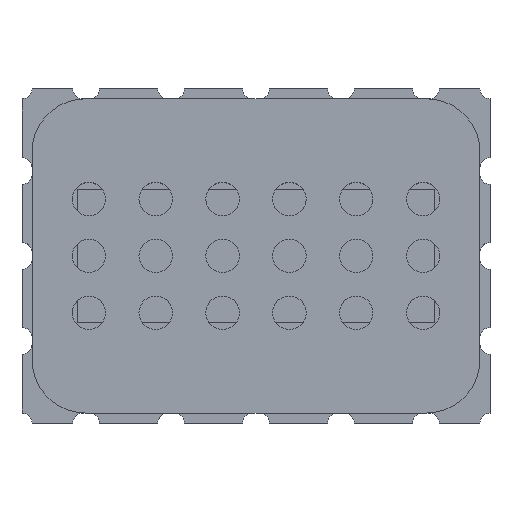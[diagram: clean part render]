
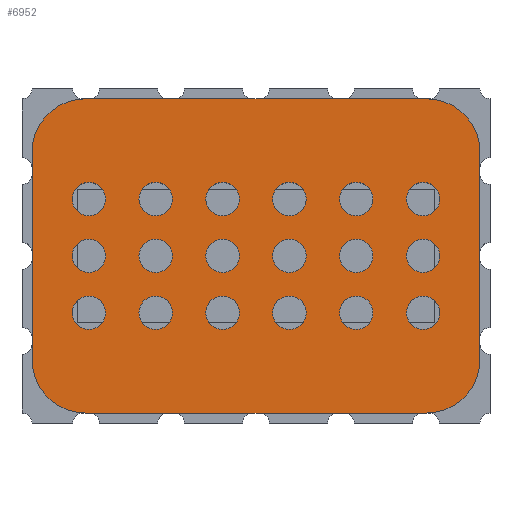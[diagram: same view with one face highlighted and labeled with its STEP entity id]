
A CAD part, top view. The second image highlights one B-rep face of the part: STEP entity #6952.
In plain terms, the highlighted planar face has unit normal (0, 0, 1).
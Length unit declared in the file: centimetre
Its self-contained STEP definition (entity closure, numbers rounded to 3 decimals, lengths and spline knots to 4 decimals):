
#86=FACE_BOUND('',#1187,.T.);
#87=FACE_BOUND('',#1188,.T.);
#88=FACE_BOUND('',#1189,.T.);
#89=FACE_BOUND('',#1190,.T.);
#90=FACE_BOUND('',#1191,.T.);
#91=FACE_BOUND('',#1192,.T.);
#92=FACE_BOUND('',#1193,.T.);
#93=FACE_BOUND('',#1194,.T.);
#94=FACE_BOUND('',#1195,.T.);
#95=FACE_BOUND('',#1196,.T.);
#96=FACE_BOUND('',#1197,.T.);
#97=FACE_BOUND('',#1198,.T.);
#98=FACE_BOUND('',#1199,.T.);
#99=FACE_BOUND('',#1200,.T.);
#100=FACE_BOUND('',#1201,.T.);
#101=FACE_BOUND('',#1202,.T.);
#102=FACE_BOUND('',#1203,.T.);
#103=FACE_BOUND('',#1204,.T.);
#376=CIRCLE('',#7462,0.025);
#378=CIRCLE('',#7465,0.025);
#380=CIRCLE('',#7468,0.025);
#382=CIRCLE('',#7471,0.025);
#384=CIRCLE('',#7474,0.025);
#386=CIRCLE('',#7477,0.025);
#388=CIRCLE('',#7480,0.025);
#390=CIRCLE('',#7483,0.025);
#392=CIRCLE('',#7486,0.025);
#394=CIRCLE('',#7489,0.025);
#396=CIRCLE('',#7492,0.025);
#398=CIRCLE('',#7495,0.025);
#400=CIRCLE('',#7498,0.025);
#402=CIRCLE('',#7501,0.025);
#404=CIRCLE('',#7504,0.025);
#406=CIRCLE('',#7507,0.025);
#408=CIRCLE('',#7510,0.025);
#410=CIRCLE('',#7513,0.025);
#413=CIRCLE('',#7517,0.08);
#415=CIRCLE('',#7521,0.08);
#417=CIRCLE('',#7525,0.08);
#419=CIRCLE('',#7529,0.08);
#788=FACE_OUTER_BOUND('',#1186,.T.);
#1186=EDGE_LOOP('',(#6220,#6221,#6222,#6223,#6224,#6225,#6226,#6227));
#1187=EDGE_LOOP('',(#6228));
#1188=EDGE_LOOP('',(#6229));
#1189=EDGE_LOOP('',(#6230));
#1190=EDGE_LOOP('',(#6231));
#1191=EDGE_LOOP('',(#6232));
#1192=EDGE_LOOP('',(#6233));
#1193=EDGE_LOOP('',(#6234));
#1194=EDGE_LOOP('',(#6235));
#1195=EDGE_LOOP('',(#6236));
#1196=EDGE_LOOP('',(#6237));
#1197=EDGE_LOOP('',(#6238));
#1198=EDGE_LOOP('',(#6239));
#1199=EDGE_LOOP('',(#6240));
#1200=EDGE_LOOP('',(#6241));
#1201=EDGE_LOOP('',(#6242));
#1202=EDGE_LOOP('',(#6243));
#1203=EDGE_LOOP('',(#6244));
#1204=EDGE_LOOP('',(#6245));
#1983=LINE('',#11363,#2761);
#1987=LINE('',#11375,#2765);
#1991=LINE('',#11387,#2769);
#1995=LINE('',#11397,#2773);
#2761=VECTOR('',#9368,1.);
#2765=VECTOR('',#9380,1.);
#2769=VECTOR('',#9392,1.);
#2773=VECTOR('',#9404,1.);
#3374=VERTEX_POINT('',#11261);
#3376=VERTEX_POINT('',#11266);
#3378=VERTEX_POINT('',#11271);
#3380=VERTEX_POINT('',#11276);
#3382=VERTEX_POINT('',#11281);
#3384=VERTEX_POINT('',#11286);
#3386=VERTEX_POINT('',#11291);
#3388=VERTEX_POINT('',#11296);
#3390=VERTEX_POINT('',#11301);
#3392=VERTEX_POINT('',#11306);
#3394=VERTEX_POINT('',#11311);
#3396=VERTEX_POINT('',#11316);
#3398=VERTEX_POINT('',#11321);
#3400=VERTEX_POINT('',#11326);
#3402=VERTEX_POINT('',#11331);
#3404=VERTEX_POINT('',#11336);
#3406=VERTEX_POINT('',#11341);
#3408=VERTEX_POINT('',#11346);
#3412=VERTEX_POINT('',#11354);
#3413=VERTEX_POINT('',#11356);
#3415=VERTEX_POINT('',#11362);
#3417=VERTEX_POINT('',#11368);
#3419=VERTEX_POINT('',#11374);
#3421=VERTEX_POINT('',#11380);
#3423=VERTEX_POINT('',#11386);
#3425=VERTEX_POINT('',#11392);
#4316=EDGE_CURVE('',#3374,#3374,#376,.T.);
#4318=EDGE_CURVE('',#3376,#3376,#378,.T.);
#4320=EDGE_CURVE('',#3378,#3378,#380,.T.);
#4322=EDGE_CURVE('',#3380,#3380,#382,.T.);
#4324=EDGE_CURVE('',#3382,#3382,#384,.T.);
#4326=EDGE_CURVE('',#3384,#3384,#386,.T.);
#4328=EDGE_CURVE('',#3386,#3386,#388,.T.);
#4330=EDGE_CURVE('',#3388,#3388,#390,.T.);
#4332=EDGE_CURVE('',#3390,#3390,#392,.T.);
#4334=EDGE_CURVE('',#3392,#3392,#394,.T.);
#4336=EDGE_CURVE('',#3394,#3394,#396,.T.);
#4338=EDGE_CURVE('',#3396,#3396,#398,.T.);
#4340=EDGE_CURVE('',#3398,#3398,#400,.T.);
#4342=EDGE_CURVE('',#3400,#3400,#402,.T.);
#4344=EDGE_CURVE('',#3402,#3402,#404,.T.);
#4346=EDGE_CURVE('',#3404,#3404,#406,.T.);
#4348=EDGE_CURVE('',#3406,#3406,#408,.T.);
#4350=EDGE_CURVE('',#3408,#3408,#410,.T.);
#4354=EDGE_CURVE('',#3413,#3412,#413,.T.);
#4357=EDGE_CURVE('',#3415,#3413,#1983,.T.);
#4360=EDGE_CURVE('',#3417,#3415,#415,.T.);
#4363=EDGE_CURVE('',#3419,#3417,#1987,.T.);
#4366=EDGE_CURVE('',#3421,#3419,#417,.T.);
#4369=EDGE_CURVE('',#3423,#3421,#1991,.T.);
#4372=EDGE_CURVE('',#3425,#3423,#419,.T.);
#4375=EDGE_CURVE('',#3412,#3425,#1995,.T.);
#6220=ORIENTED_EDGE('',*,*,#4375,.T.);
#6221=ORIENTED_EDGE('',*,*,#4372,.T.);
#6222=ORIENTED_EDGE('',*,*,#4369,.T.);
#6223=ORIENTED_EDGE('',*,*,#4366,.T.);
#6224=ORIENTED_EDGE('',*,*,#4363,.T.);
#6225=ORIENTED_EDGE('',*,*,#4360,.T.);
#6226=ORIENTED_EDGE('',*,*,#4357,.T.);
#6227=ORIENTED_EDGE('',*,*,#4354,.T.);
#6228=ORIENTED_EDGE('',*,*,#4350,.T.);
#6229=ORIENTED_EDGE('',*,*,#4348,.T.);
#6230=ORIENTED_EDGE('',*,*,#4346,.T.);
#6231=ORIENTED_EDGE('',*,*,#4344,.T.);
#6232=ORIENTED_EDGE('',*,*,#4342,.T.);
#6233=ORIENTED_EDGE('',*,*,#4340,.T.);
#6234=ORIENTED_EDGE('',*,*,#4338,.T.);
#6235=ORIENTED_EDGE('',*,*,#4336,.T.);
#6236=ORIENTED_EDGE('',*,*,#4334,.T.);
#6237=ORIENTED_EDGE('',*,*,#4332,.T.);
#6238=ORIENTED_EDGE('',*,*,#4330,.T.);
#6239=ORIENTED_EDGE('',*,*,#4328,.T.);
#6240=ORIENTED_EDGE('',*,*,#4326,.T.);
#6241=ORIENTED_EDGE('',*,*,#4324,.T.);
#6242=ORIENTED_EDGE('',*,*,#4322,.T.);
#6243=ORIENTED_EDGE('',*,*,#4320,.T.);
#6244=ORIENTED_EDGE('',*,*,#4318,.T.);
#6245=ORIENTED_EDGE('',*,*,#4316,.T.);
#6576=PLANE('',#7531);
#6952=ADVANCED_FACE('',(#788,#86,#87,#88,#89,#90,#91,#92,#93,#94,#95,#96,
#97,#98,#99,#100,#101,#102,#103),#6576,.T.);
#7462=AXIS2_PLACEMENT_3D('',#11262,#9251,#9252);
#7465=AXIS2_PLACEMENT_3D('',#11267,#9257,#9258);
#7468=AXIS2_PLACEMENT_3D('',#11272,#9263,#9264);
#7471=AXIS2_PLACEMENT_3D('',#11277,#9269,#9270);
#7474=AXIS2_PLACEMENT_3D('',#11282,#9275,#9276);
#7477=AXIS2_PLACEMENT_3D('',#11287,#9281,#9282);
#7480=AXIS2_PLACEMENT_3D('',#11292,#9287,#9288);
#7483=AXIS2_PLACEMENT_3D('',#11297,#9293,#9294);
#7486=AXIS2_PLACEMENT_3D('',#11302,#9299,#9300);
#7489=AXIS2_PLACEMENT_3D('',#11307,#9305,#9306);
#7492=AXIS2_PLACEMENT_3D('',#11312,#9311,#9312);
#7495=AXIS2_PLACEMENT_3D('',#11317,#9317,#9318);
#7498=AXIS2_PLACEMENT_3D('',#11322,#9323,#9324);
#7501=AXIS2_PLACEMENT_3D('',#11327,#9329,#9330);
#7504=AXIS2_PLACEMENT_3D('',#11332,#9335,#9336);
#7507=AXIS2_PLACEMENT_3D('',#11337,#9341,#9342);
#7510=AXIS2_PLACEMENT_3D('',#11342,#9347,#9348);
#7513=AXIS2_PLACEMENT_3D('',#11347,#9353,#9354);
#7517=AXIS2_PLACEMENT_3D('',#11357,#9362,#9363);
#7521=AXIS2_PLACEMENT_3D('',#11369,#9374,#9375);
#7525=AXIS2_PLACEMENT_3D('',#11381,#9386,#9387);
#7529=AXIS2_PLACEMENT_3D('',#11393,#9398,#9399);
#7531=AXIS2_PLACEMENT_3D('',#11398,#9405,#9406);
#9251=DIRECTION('center_axis',(0.,0.,-1.));
#9252=DIRECTION('ref_axis',(-1.,0.,0.));
#9257=DIRECTION('center_axis',(0.,0.,-1.));
#9258=DIRECTION('ref_axis',(-1.,0.,0.));
#9263=DIRECTION('center_axis',(0.,0.,-1.));
#9264=DIRECTION('ref_axis',(-1.,0.,0.));
#9269=DIRECTION('center_axis',(0.,0.,-1.));
#9270=DIRECTION('ref_axis',(-1.,0.,0.));
#9275=DIRECTION('center_axis',(0.,0.,-1.));
#9276=DIRECTION('ref_axis',(-1.,0.,0.));
#9281=DIRECTION('center_axis',(0.,0.,-1.));
#9282=DIRECTION('ref_axis',(-1.,0.,0.));
#9287=DIRECTION('center_axis',(0.,0.,-1.));
#9288=DIRECTION('ref_axis',(-1.,0.,0.));
#9293=DIRECTION('center_axis',(0.,0.,-1.));
#9294=DIRECTION('ref_axis',(-1.,0.,0.));
#9299=DIRECTION('center_axis',(0.,0.,-1.));
#9300=DIRECTION('ref_axis',(-1.,0.,0.));
#9305=DIRECTION('center_axis',(0.,0.,-1.));
#9306=DIRECTION('ref_axis',(-1.,0.,0.));
#9311=DIRECTION('center_axis',(0.,0.,-1.));
#9312=DIRECTION('ref_axis',(-1.,0.,0.));
#9317=DIRECTION('center_axis',(0.,0.,-1.));
#9318=DIRECTION('ref_axis',(-1.,0.,0.));
#9323=DIRECTION('center_axis',(0.,0.,-1.));
#9324=DIRECTION('ref_axis',(-1.,0.,0.));
#9329=DIRECTION('center_axis',(0.,0.,-1.));
#9330=DIRECTION('ref_axis',(-1.,0.,0.));
#9335=DIRECTION('center_axis',(0.,0.,-1.));
#9336=DIRECTION('ref_axis',(-1.,0.,0.));
#9341=DIRECTION('center_axis',(0.,0.,-1.));
#9342=DIRECTION('ref_axis',(-1.,0.,0.));
#9347=DIRECTION('center_axis',(0.,0.,-1.));
#9348=DIRECTION('ref_axis',(-1.,0.,0.));
#9353=DIRECTION('center_axis',(0.,0.,-1.));
#9354=DIRECTION('ref_axis',(-1.,0.,0.));
#9362=DIRECTION('center_axis',(0.,0.,1.));
#9363=DIRECTION('ref_axis',(-1.,0.,0.));
#9368=DIRECTION('',(0.,-1.,0.));
#9374=DIRECTION('center_axis',(0.,0.,1.));
#9375=DIRECTION('ref_axis',(0.,1.,0.));
#9380=DIRECTION('',(-1.,0.,0.));
#9386=DIRECTION('center_axis',(0.,0.,1.));
#9387=DIRECTION('ref_axis',(1.,0.,0.));
#9392=DIRECTION('',(0.,1.,0.));
#9398=DIRECTION('center_axis',(0.,0.,1.));
#9399=DIRECTION('ref_axis',(0.,-1.,0.));
#9404=DIRECTION('',(1.,0.,0.));
#9405=DIRECTION('center_axis',(0.,0.,1.));
#9406=DIRECTION('ref_axis',(-1.,0.,0.));
#11261=CARTESIAN_POINT('',(-0.225,-0.085,0.13));
#11262=CARTESIAN_POINT('Origin',(-0.25,-0.085,0.13));
#11266=CARTESIAN_POINT('',(0.275,-0.085,0.13));
#11267=CARTESIAN_POINT('Origin',(0.25,-0.085,0.13));
#11271=CARTESIAN_POINT('',(0.175,-0.085,0.13));
#11272=CARTESIAN_POINT('Origin',(0.15,-0.085,0.13));
#11276=CARTESIAN_POINT('',(0.075,-0.085,0.13));
#11277=CARTESIAN_POINT('Origin',(0.05,-0.085,0.13));
#11281=CARTESIAN_POINT('',(-0.025,-0.085,0.13));
#11282=CARTESIAN_POINT('Origin',(-0.05,-0.085,0.13));
#11286=CARTESIAN_POINT('',(-0.125,-0.085,0.13));
#11287=CARTESIAN_POINT('Origin',(-0.15,-0.085,0.13));
#11291=CARTESIAN_POINT('',(0.275,0.,0.13));
#11292=CARTESIAN_POINT('Origin',(0.25,0.,0.13));
#11296=CARTESIAN_POINT('',(0.175,0.,0.13));
#11297=CARTESIAN_POINT('Origin',(0.15,0.,0.13));
#11301=CARTESIAN_POINT('',(-0.225,0.,0.13));
#11302=CARTESIAN_POINT('Origin',(-0.25,0.,0.13));
#11306=CARTESIAN_POINT('',(-0.225,0.085,0.13));
#11307=CARTESIAN_POINT('Origin',(-0.25,0.085,0.13));
#11311=CARTESIAN_POINT('',(-0.125,0.085,0.13));
#11312=CARTESIAN_POINT('Origin',(-0.15,0.085,0.13));
#11316=CARTESIAN_POINT('',(-0.025,0.085,0.13));
#11317=CARTESIAN_POINT('Origin',(-0.05,0.085,0.13));
#11321=CARTESIAN_POINT('',(0.075,0.085,0.13));
#11322=CARTESIAN_POINT('Origin',(0.05,0.085,0.13));
#11326=CARTESIAN_POINT('',(0.175,0.085,0.13));
#11327=CARTESIAN_POINT('Origin',(0.15,0.085,0.13));
#11331=CARTESIAN_POINT('',(0.275,0.085,0.13));
#11332=CARTESIAN_POINT('Origin',(0.25,0.085,0.13));
#11336=CARTESIAN_POINT('',(-0.125,0.,0.13));
#11337=CARTESIAN_POINT('Origin',(-0.15,0.,0.13));
#11341=CARTESIAN_POINT('',(-0.025,0.,0.13));
#11342=CARTESIAN_POINT('Origin',(-0.05,0.,0.13));
#11346=CARTESIAN_POINT('',(0.075,0.,0.13));
#11347=CARTESIAN_POINT('Origin',(0.05,0.,0.13));
#11354=CARTESIAN_POINT('',(-0.255,-0.235,0.13));
#11356=CARTESIAN_POINT('',(-0.335,-0.155,0.13));
#11357=CARTESIAN_POINT('Origin',(-0.255,-0.155,0.13));
#11362=CARTESIAN_POINT('',(-0.335,0.155,0.13));
#11363=CARTESIAN_POINT('',(-0.335,-0.155,0.13));
#11368=CARTESIAN_POINT('',(-0.255,0.235,0.13));
#11369=CARTESIAN_POINT('Origin',(-0.255,0.155,0.13));
#11374=CARTESIAN_POINT('',(0.255,0.235,0.13));
#11375=CARTESIAN_POINT('',(-0.255,0.235,0.13));
#11380=CARTESIAN_POINT('',(0.335,0.155,0.13));
#11381=CARTESIAN_POINT('Origin',(0.255,0.155,0.13));
#11386=CARTESIAN_POINT('',(0.335,-0.155,0.13));
#11387=CARTESIAN_POINT('',(0.335,0.155,0.13));
#11392=CARTESIAN_POINT('',(0.255,-0.235,0.13));
#11393=CARTESIAN_POINT('Origin',(0.255,-0.155,0.13));
#11397=CARTESIAN_POINT('',(0.255,-0.235,0.13));
#11398=CARTESIAN_POINT('Origin',(0.,0.,0.13));
